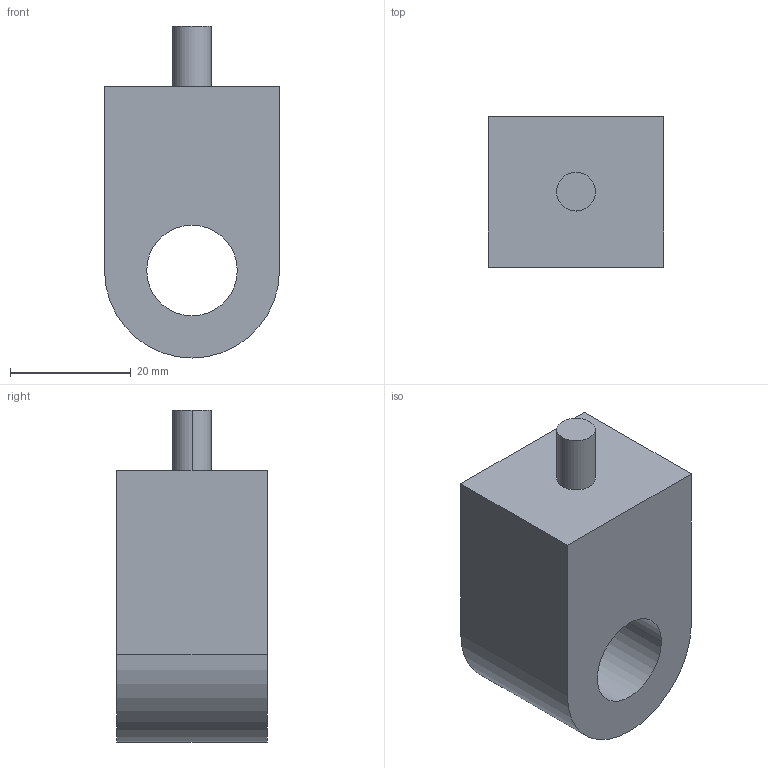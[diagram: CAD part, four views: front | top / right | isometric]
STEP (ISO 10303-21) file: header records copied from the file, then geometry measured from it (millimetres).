
FILE_DESCRIPTION((''),'2;1');
FILE_NAME('PRT0001','2012-02-07T',('dhelisch'),(''),'PRO/ENGINEER BY PARAMETRIC TECHNOLOGY CORPORATION, 2007250','PRO/ENGINEER BY PARAMETRIC TECHNOLOGY CORPORATION, 2007250','');
FILE_SCHEMA(('CONFIG_CONTROL_DESIGN'));
Length unit declared in the file: millimetre
Products named in the file (1): PRT0001
Bounding box: 29 x 25 x 55 mm (x, y, z)
Volume: 26188 mm3; surface area: 6957.2 mm2
Topology: 1 solids, 1 shells, 17 faces, 36 edges, 24 vertices
Faces by surface type: cylinder 9, plane 8
Entity records: 744 total; most frequent: DIRECTION 88, CARTESIAN_POINT 77, COLOUR_RGB 74, ORIENTED_EDGE 72, PRESENTATION_STYLE_ASSIGNMENT 40, STYLED_ITEM 37, CURVE_STYLE 36, EDGE_CURVE 36
